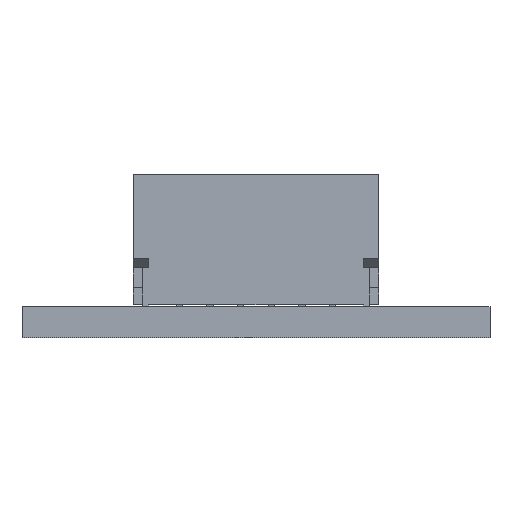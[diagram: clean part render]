
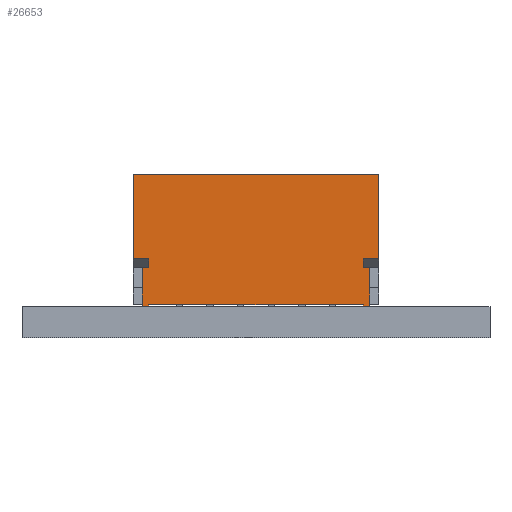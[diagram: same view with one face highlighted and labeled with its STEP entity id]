
A CAD part, front view. The second image highlights one B-rep face of the part: STEP entity #26653.
In plain terms, the highlighted planar face has unit normal (0, -1, 0).
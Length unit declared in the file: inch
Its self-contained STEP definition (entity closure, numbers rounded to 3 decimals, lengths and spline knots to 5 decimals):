
#686 = DIRECTION ( 'NONE',  ( 1., 0., 0. ) ) ;
#867 = CARTESIAN_POINT ( 'NONE',  ( 0.15433, 0.16949, 0.04079 ) ) ;
#1016 = VECTOR ( 'NONE', #14737, 39.37008 ) ;
#1241 = CARTESIAN_POINT ( 'NONE',  ( 0.4378, 0.16949, 0.10137 ) ) ;
#1672 = LINE ( 'NONE', #21423, #17914 ) ;
#1676 = EDGE_CURVE ( 'NONE', #3833, #19186, #18912, .T. ) ;
#1753 = VERTEX_POINT ( 'NONE', #6137 ) ;
#1882 = CARTESIAN_POINT ( 'NONE',  ( 0.45748, 0.16949, 0.10137 ) ) ;
#2097 = ORIENTED_EDGE ( 'NONE', *, *, #14879, .F. ) ;
#2113 = EDGE_CURVE ( 'NONE', #19691, #13346, #21770, .T. ) ;
#3237 = VERTEX_POINT ( 'NONE', #11408 ) ;
#3459 = LINE ( 'NONE', #10007, #17609 ) ;
#3562 = LINE ( 'NONE', #8073, #1016 ) ;
#3702 = EDGE_CURVE ( 'NONE', #18204, #19767, #8092, .T. ) ;
#3716 = CARTESIAN_POINT ( 'NONE',  ( 0.45748, 0.16949, 0.04276 ) ) ;
#3717 = VECTOR ( 'NONE', #19178, 39.37008 ) ;
#3833 = VERTEX_POINT ( 'NONE', #18063 ) ;
#4015 = EDGE_CURVE ( 'NONE', #25298, #3833, #1672, .T. ) ;
#4203 = VECTOR ( 'NONE', #8545, 39.37008 ) ;
#4205 = VECTOR ( 'NONE', #16848, 39.37008 ) ;
#4987 = EDGE_CURVE ( 'NONE', #14338, #24253, #9705, .T. ) ;
#5155 = CARTESIAN_POINT ( 'NONE',  ( 0.14252, 0.16949, 0.10137 ) ) ;
#5648 = CARTESIAN_POINT ( 'NONE',  ( 0.15433, 0.16949, 0.04079 ) ) ;
#5660 = DIRECTION ( 'NONE',  ( -1., 0., 0. ) ) ;
#6137 = CARTESIAN_POINT ( 'NONE',  ( 0.4378, 0.16949, 0.04276 ) ) ;
#6413 = LINE ( 'NONE', #24275, #9972 ) ;
#6755 = ORIENTED_EDGE ( 'NONE', *, *, #4987, .T. ) ;
#6927 = LINE ( 'NONE', #11123, #27886 ) ;
#7084 = CARTESIAN_POINT ( 'NONE',  ( 0.45748, 0.16949, 0.09 ) ) ;
#7248 = AXIS2_PLACEMENT_3D ( 'NONE', #3716, #16935, #28301 ) ;
#7323 = ORIENTED_EDGE ( 'NONE', *, *, #4015, .F. ) ;
#8073 = CARTESIAN_POINT ( 'NONE',  ( 0.4378, 0.16949, 0.04276 ) ) ;
#8092 = LINE ( 'NONE', #14190, #28386 ) ;
#8245 = ORIENTED_EDGE ( 'NONE', *, *, #23665, .F. ) ;
#8545 = DIRECTION ( 'NONE',  ( -1., 0., 0. ) ) ;
#9360 = CARTESIAN_POINT ( 'NONE',  ( 0.44567, 0.16949, 0.04079 ) ) ;
#9390 = LINE ( 'NONE', #7084, #13744 ) ;
#9705 = LINE ( 'NONE', #867, #24808 ) ;
#9748 = ORIENTED_EDGE ( 'NONE', *, *, #28120, .F. ) ;
#9846 = ORIENTED_EDGE ( 'NONE', *, *, #1676, .F. ) ;
#9972 = VECTOR ( 'NONE', #15086, 39.37008 ) ;
#9992 = DIRECTION ( 'NONE',  ( 1., 0., 0. ) ) ;
#10007 = CARTESIAN_POINT ( 'NONE',  ( 0.45748, 0.16949, 0.04276 ) ) ;
#10108 = CARTESIAN_POINT ( 'NONE',  ( 0.44567, 0.16949, 0.04276 ) ) ;
#10339 = CARTESIAN_POINT ( 'NONE',  ( 0.45748, 0.16949, 0.10137 ) ) ;
#10375 = CARTESIAN_POINT ( 'NONE',  ( 0.15433, 0.16949, 0.09 ) ) ;
#10879 = LINE ( 'NONE', #19730, #20506 ) ;
#10946 = VECTOR ( 'NONE', #15014, 39.37008 ) ;
#11123 = CARTESIAN_POINT ( 'NONE',  ( 0.4378, 0.16949, 0.06441 ) ) ;
#11302 = EDGE_CURVE ( 'NONE', #24253, #25112, #20922, .T. ) ;
#11317 = CARTESIAN_POINT ( 'NONE',  ( 0.1622, 0.16949, 0.10137 ) ) ;
#11408 = CARTESIAN_POINT ( 'NONE',  ( 0.44567, 0.16949, 0.09 ) ) ;
#11768 = ORIENTED_EDGE ( 'NONE', *, *, #3702, .F. ) ;
#11813 = VERTEX_POINT ( 'NONE', #20065 ) ;
#12028 = ORIENTED_EDGE ( 'NONE', *, *, #21155, .F. ) ;
#12145 = ORIENTED_EDGE ( 'NONE', *, *, #14522, .F. ) ;
#12214 = EDGE_LOOP ( 'NONE', ( #7323, #8245, #19853, #24326, #12145, #11768, #14828, #6755, #27431, #26618, #28143, #2097, #28093, #9748, #12028, #9846 ) ) ;
#12722 = CARTESIAN_POINT ( 'NONE',  ( 0.1622, 0.16949, 0.04276 ) ) ;
#12852 = CARTESIAN_POINT ( 'NONE',  ( 0.15433, 0.16949, 0.04276 ) ) ;
#13346 = VERTEX_POINT ( 'NONE', #5155 ) ;
#13616 = CARTESIAN_POINT ( 'NONE',  ( 0.4378, 0.16949, 0.09 ) ) ;
#13649 = EDGE_CURVE ( 'NONE', #13346, #11813, #25052, .T. ) ;
#13668 = VECTOR ( 'NONE', #16147, 39.37008 ) ;
#13742 = DIRECTION ( 'NONE',  ( 0., 0., -1. ) ) ;
#13744 = VECTOR ( 'NONE', #686, 39.37008 ) ;
#13850 = CARTESIAN_POINT ( 'NONE',  ( 0.14252, 0.16949, 0.04276 ) ) ;
#14190 = CARTESIAN_POINT ( 'NONE',  ( 0.45748, 0.16949, 0.09 ) ) ;
#14338 = VERTEX_POINT ( 'NONE', #5648 ) ;
#14522 = EDGE_CURVE ( 'NONE', #19767, #19691, #23766, .T. ) ;
#14737 = DIRECTION ( 'NONE',  ( 0., 0., -1. ) ) ;
#14828 = ORIENTED_EDGE ( 'NONE', *, *, #27737, .F. ) ;
#14879 = EDGE_CURVE ( 'NONE', #24728, #24720, #6413, .T. ) ;
#15014 = DIRECTION ( 'NONE',  ( 0., 0., 1. ) ) ;
#15086 = DIRECTION ( 'NONE',  ( -1., 0., 0. ) ) ;
#15200 = VERTEX_POINT ( 'NONE', #13616 ) ;
#16147 = DIRECTION ( 'NONE',  ( 0., 0., 1. ) ) ;
#16325 = DIRECTION ( 'NONE',  ( 0., 0., -1. ) ) ;
#16415 = CARTESIAN_POINT ( 'NONE',  ( 0.1622, 0.16949, 0.04276 ) ) ;
#16848 = DIRECTION ( 'NONE',  ( 0., 0., 1. ) ) ;
#16935 = DIRECTION ( 'NONE',  ( 0., 1., 0. ) ) ;
#17609 = VECTOR ( 'NONE', #5660, 39.37008 ) ;
#17858 = VECTOR ( 'NONE', #28135, 39.37008 ) ;
#17914 = VECTOR ( 'NONE', #26065, 39.37008 ) ;
#18063 = CARTESIAN_POINT ( 'NONE',  ( 0.45748, 0.16949, 0.10137 ) ) ;
#18204 = VERTEX_POINT ( 'NONE', #10375 ) ;
#18571 = CARTESIAN_POINT ( 'NONE',  ( 0.1622, 0.16949, 0.09 ) ) ;
#18912 = LINE ( 'NONE', #10339, #3717 ) ;
#19178 = DIRECTION ( 'NONE',  ( -1., 0., 0. ) ) ;
#19186 = VERTEX_POINT ( 'NONE', #1241 ) ;
#19387 = FACE_OUTER_BOUND ( 'NONE', #12214, .T. ) ;
#19691 = VERTEX_POINT ( 'NONE', #11317 ) ;
#19730 = CARTESIAN_POINT ( 'NONE',  ( 0.45748, 0.16949, 0.21008 ) ) ;
#19767 = VERTEX_POINT ( 'NONE', #18571 ) ;
#19853 = ORIENTED_EDGE ( 'NONE', *, *, #13649, .F. ) ;
#20065 = CARTESIAN_POINT ( 'NONE',  ( 0.14252, 0.16949, 0.21008 ) ) ;
#20416 = EDGE_CURVE ( 'NONE', #1753, #25112, #3459, .T. ) ;
#20506 = VECTOR ( 'NONE', #28486, 39.37008 ) ;
#20922 = LINE ( 'NONE', #26020, #4205 ) ;
#20982 = LINE ( 'NONE', #10108, #23219 ) ;
#20985 = EDGE_CURVE ( 'NONE', #1753, #24720, #6927, .T. ) ;
#21063 = CARTESIAN_POINT ( 'NONE',  ( 0.1622, 0.16949, 0.04079 ) ) ;
#21088 = EDGE_CURVE ( 'NONE', #3237, #24728, #20982, .T. ) ;
#21155 = EDGE_CURVE ( 'NONE', #19186, #15200, #3562, .T. ) ;
#21423 = CARTESIAN_POINT ( 'NONE',  ( 0.45748, 0.16949, 0.04276 ) ) ;
#21603 = PLANE ( 'NONE',  #7248 ) ;
#21770 = LINE ( 'NONE', #1882, #4203 ) ;
#22881 = CARTESIAN_POINT ( 'NONE',  ( 0.4378, 0.16949, 0.04079 ) ) ;
#23219 = VECTOR ( 'NONE', #16325, 39.37008 ) ;
#23665 = EDGE_CURVE ( 'NONE', #11813, #25298, #10879, .T. ) ;
#23766 = LINE ( 'NONE', #12722, #10946 ) ;
#24253 = VERTEX_POINT ( 'NONE', #21063 ) ;
#24275 = CARTESIAN_POINT ( 'NONE',  ( 0.44567, 0.16949, 0.04079 ) ) ;
#24326 = ORIENTED_EDGE ( 'NONE', *, *, #2113, .F. ) ;
#24720 = VERTEX_POINT ( 'NONE', #22881 ) ;
#24728 = VERTEX_POINT ( 'NONE', #9360 ) ;
#24808 = VECTOR ( 'NONE', #9992, 39.37008 ) ;
#25052 = LINE ( 'NONE', #13850, #13668 ) ;
#25112 = VERTEX_POINT ( 'NONE', #16415 ) ;
#25298 = VERTEX_POINT ( 'NONE', #26866 ) ;
#25785 = LINE ( 'NONE', #12852, #17858 ) ;
#26020 = CARTESIAN_POINT ( 'NONE',  ( 0.1622, 0.16949, 0.06441 ) ) ;
#26065 = DIRECTION ( 'NONE',  ( 0., 0., -1. ) ) ;
#26618 = ORIENTED_EDGE ( 'NONE', *, *, #20416, .F. ) ;
#26653 = ADVANCED_FACE ( 'NONE', ( #19387 ), #21603, .F. ) ;
#26866 = CARTESIAN_POINT ( 'NONE',  ( 0.45748, 0.16949, 0.21008 ) ) ;
#27429 = DIRECTION ( 'NONE',  ( 1., 0., 0. ) ) ;
#27431 = ORIENTED_EDGE ( 'NONE', *, *, #11302, .T. ) ;
#27737 = EDGE_CURVE ( 'NONE', #14338, #18204, #25785, .T. ) ;
#27886 = VECTOR ( 'NONE', #13742, 39.37008 ) ;
#28093 = ORIENTED_EDGE ( 'NONE', *, *, #21088, .F. ) ;
#28120 = EDGE_CURVE ( 'NONE', #15200, #3237, #9390, .T. ) ;
#28135 = DIRECTION ( 'NONE',  ( 0., 0., 1. ) ) ;
#28143 = ORIENTED_EDGE ( 'NONE', *, *, #20985, .T. ) ;
#28301 = DIRECTION ( 'NONE',  ( -1., 0., 0. ) ) ;
#28386 = VECTOR ( 'NONE', #27429, 39.37008 ) ;
#28486 = DIRECTION ( 'NONE',  ( 1., 0., 0. ) ) ;
